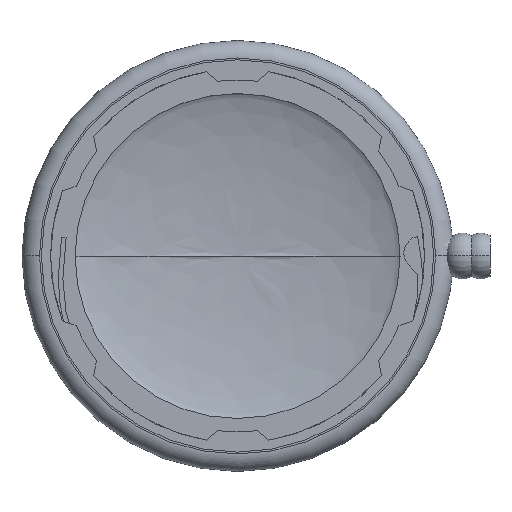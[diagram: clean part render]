
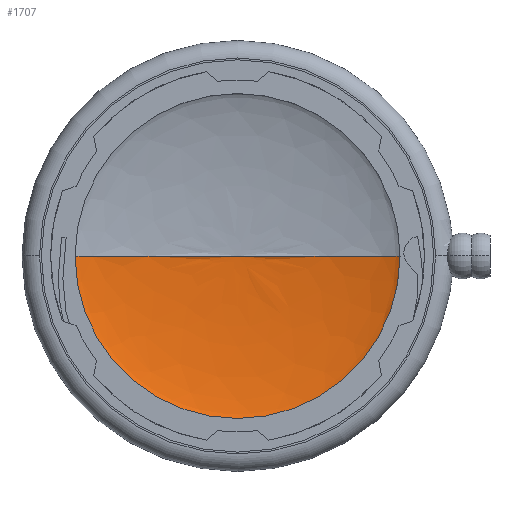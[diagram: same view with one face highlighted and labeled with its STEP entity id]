
A CAD part, top view. The second image highlights one B-rep face of the part: STEP entity #1707.
In plain terms, the highlighted free-form (B-spline) face has degree [3, 3] with [4, 4] control points.
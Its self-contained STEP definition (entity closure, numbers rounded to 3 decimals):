
#60 = CARTESIAN_POINT ( 'NONE',  ( 17.686, 0., -5.584 ) ) ;
#96 = CARTESIAN_POINT ( 'NONE',  ( -17.6, 0., -5.1 ) ) ;
#221 = CARTESIAN_POINT ( 'NONE',  ( 11.761, -23.521, -7.409 ) ) ;
#390 = CARTESIAN_POINT ( 'NONE',  ( -17.6, -35.2, -5.1 ) ) ;
#412 = ORIENTED_EDGE ( 'NONE', *, *, #1067, .T. ) ;
#472 = VERTEX_POINT ( 'NONE', #96 ) ;
#482 = DIRECTION ( 'NONE',  ( 0., 0., 1. ) ) ;
#527 = CARTESIAN_POINT ( 'NONE',  ( -17.686, 0., -5.584 ) ) ;
#559 = CARTESIAN_POINT ( 'NONE',  ( 17.686, -35.373, -5.584 ) ) ;
#562 = CARTESIAN_POINT ( 'NONE',  ( 17.6, 0., -5.1 ) ) ;
#570 = CARTESIAN_POINT ( 'NONE',  ( -17.6, 0., -5.1 ) ) ;
#577 = CARTESIAN_POINT ( 'NONE',  ( -17.686, -35.373, -5.584 ) ) ;
#744 = CARTESIAN_POINT ( 'NONE',  ( 11.761, 0., -7.409 ) ) ;
#853 = CARTESIAN_POINT ( 'NONE',  ( -17.6, 0., -5.1 ) ) ;
#886 = CARTESIAN_POINT ( 'NONE',  ( 0., 0., -7.5 ) ) ;
#929 = CARTESIAN_POINT ( 'NONE',  ( 17.6, 0., -5.1 ) ) ;
#944 = AXIS2_PLACEMENT_3D ( 'NONE', #1821, #482, #1141 ) ;
#965 = CARTESIAN_POINT ( 'NONE',  ( 0., 0., -7.5 ) ) ;
#990 = ORIENTED_EDGE ( 'NONE', *, *, #1624, .T. ) ;
#1067 = EDGE_CURVE ( 'NONE', #472, #1630, #1810, .T. ) ;
#1141 = DIRECTION ( 'NONE',  ( 1., 0., 0. ) ) ;
#1184 = FACE_OUTER_BOUND ( 'NONE', #1909, .T. ) ;
#1193 = VERTEX_POINT ( 'NONE', #965 ) ;
#1226 = CARTESIAN_POINT ( 'NONE',  ( -11.761, 0., -7.409 ) ) ;
#1365 = CARTESIAN_POINT ( 'NONE',  ( 11.761, 0., -7.409 ) ) ;
#1378 = CARTESIAN_POINT ( 'NONE',  ( 0., 0., -7.5 ) ) ;
#1468 = B_SPLINE_CURVE_WITH_KNOTS ( 'NONE', 3,
 ( #1757, #744, #1930, #929 ),
 .UNSPECIFIED., .F., .F.,
 ( 4, 4 ),
 ( 0., 1. ),
 .UNSPECIFIED. ) ;
#1486 =( BOUNDED_SURFACE ( )  B_SPLINE_SURFACE ( 3, 3, ( 
 ( #886, #1541, #1567, #1378 ),
 ( #1226, #1559, #221, #1365 ),
 ( #1714, #577, #559, #60 ),
 ( #570, #390, #1551, #562 ) ),
 .UNSPECIFIED., .F., .F., .F. ) 
 B_SPLINE_SURFACE_WITH_KNOTS ( ( 4, 4 ),
 ( 4, 4 ),
 ( 0., 1. ),
 ( 0., 1. ),
 .UNSPECIFIED. ) 
 GEOMETRIC_REPRESENTATION_ITEM ( )  RATIONAL_B_SPLINE_SURFACE ( (
 ( 1., 0.333, 0.333, 1.),
 ( 1., 0.333, 0.333, 1.),
 ( 1., 0.333, 0.333, 1.),
 ( 1., 0.333, 0.333, 1.) ) ) 
 REPRESENTATION_ITEM ( '' )  SURFACE ( )  );
#1511 = CARTESIAN_POINT ( 'NONE',  ( -11.761, 0., -7.409 ) ) ;
#1541 = CARTESIAN_POINT ( 'NONE',  ( 0., 0., -7.5 ) ) ;
#1551 = CARTESIAN_POINT ( 'NONE',  ( 17.6, -35.2, -5.1 ) ) ;
#1559 = CARTESIAN_POINT ( 'NONE',  ( -11.761, -23.521, -7.409 ) ) ;
#1567 = CARTESIAN_POINT ( 'NONE',  ( 0., 0., -7.5 ) ) ;
#1624 = EDGE_CURVE ( 'NONE', #1193, #472, #1868, .T. ) ;
#1630 = VERTEX_POINT ( 'NONE', #1850 ) ;
#1707 = ADVANCED_FACE ( 'NONE', ( #1184 ), #1486, .T. ) ;
#1714 = CARTESIAN_POINT ( 'NONE',  ( -17.686, 0., -5.584 ) ) ;
#1721 = ORIENTED_EDGE ( 'NONE', *, *, #2094, .F. ) ;
#1757 = CARTESIAN_POINT ( 'NONE',  ( 0., 0., -7.5 ) ) ;
#1810 = CIRCLE ( 'NONE', #944, 17.6 ) ;
#1821 = CARTESIAN_POINT ( 'NONE',  ( 0., 0., -5.1 ) ) ;
#1850 = CARTESIAN_POINT ( 'NONE',  ( 17.6, 0., -5.1 ) ) ;
#1858 = CARTESIAN_POINT ( 'NONE',  ( 0., 0., -7.5 ) ) ;
#1868 = B_SPLINE_CURVE_WITH_KNOTS ( 'NONE', 3,
 ( #1858, #1511, #527, #853 ),
 .UNSPECIFIED., .F., .F.,
 ( 4, 4 ),
 ( 0., 1. ),
 .UNSPECIFIED. ) ;
#1909 = EDGE_LOOP ( 'NONE', ( #1721, #990, #412 ) ) ;
#1930 = CARTESIAN_POINT ( 'NONE',  ( 17.686, 0., -5.584 ) ) ;
#2094 = EDGE_CURVE ( 'NONE', #1193, #1630, #1468, .T. ) ;
